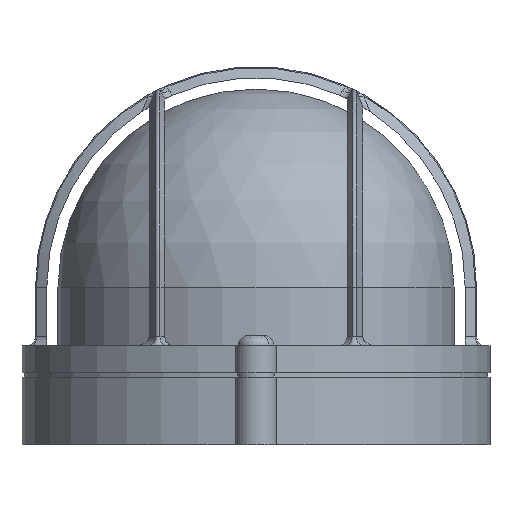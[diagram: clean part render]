
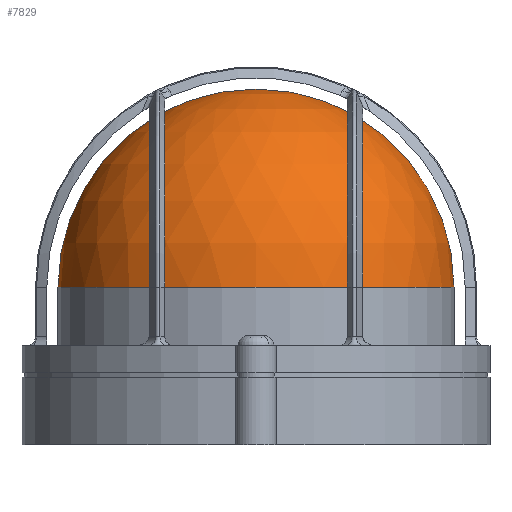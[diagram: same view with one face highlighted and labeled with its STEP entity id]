
A CAD part, left-side view. The second image highlights one B-rep face of the part: STEP entity #7829.
In plain terms, the highlighted spherical face has radius 44 mm.
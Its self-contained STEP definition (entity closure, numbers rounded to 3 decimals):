
#224 = CARTESIAN_POINT ( 'NONE',  ( -45.5, 0., 35. ) ) ;
#925 = DIRECTION ( 'NONE',  ( 0., -1., 0. ) ) ;
#1196 = AXIS2_PLACEMENT_3D ( 'NONE', #1666, #6535, #2328 ) ;
#1434 = CARTESIAN_POINT ( 'NONE',  ( -45.5, 44., 35. ) ) ;
#1546 = CARTESIAN_POINT ( 'NONE',  ( -45.5, 0., 35. ) ) ;
#1635 = AXIS2_PLACEMENT_3D ( 'NONE', #224, #5003, #925 ) ;
#1666 = CARTESIAN_POINT ( 'NONE',  ( -45.5, 0., 35. ) ) ;
#2211 = DIRECTION ( 'NONE',  ( 0., 1., 0. ) ) ;
#2328 = DIRECTION ( 'NONE',  ( 0., 1., 0. ) ) ;
#2401 = AXIS2_PLACEMENT_3D ( 'NONE', #1546, #6410, #2211 ) ;
#2647 = VERTEX_POINT ( 'NONE', #8949 ) ;
#3727 = AXIS2_PLACEMENT_3D ( 'NONE', #8225, #4651, #6845 ) ;
#4089 = CIRCLE ( 'NONE', #1196, 44. ) ;
#4316 = CIRCLE ( 'NONE', #1635, 44. ) ;
#4354 = ORIENTED_EDGE ( 'NONE', *, *, #5048, .F. ) ;
#4381 = ORIENTED_EDGE ( 'NONE', *, *, #5100, .T. ) ;
#4430 = CIRCLE ( 'NONE', #2401, 44. ) ;
#4498 = ORIENTED_EDGE ( 'NONE', *, *, #5168, .F. ) ;
#4651 = DIRECTION ( 'NONE',  ( 0., 0., 1. ) ) ;
#4909 = EDGE_LOOP ( 'NONE', ( #4354, #4381, #4498 ) ) ;
#5003 = DIRECTION ( 'NONE',  ( -1., 0., 0. ) ) ;
#5048 = EDGE_CURVE ( 'NONE', #2647, #6106, #4430, .T. ) ;
#5100 = EDGE_CURVE ( 'NONE', #2647, #5551, #4316, .T. ) ;
#5168 = EDGE_CURVE ( 'NONE', #6106, #5551, #4089, .T. ) ;
#5551 = VERTEX_POINT ( 'NONE', #6452 ) ;
#6106 = VERTEX_POINT ( 'NONE', #1434 ) ;
#6410 = DIRECTION ( 'NONE',  ( 0., 0., -1. ) ) ;
#6452 = CARTESIAN_POINT ( 'NONE',  ( -45.5, 0., 79. ) ) ;
#6535 = DIRECTION ( 'NONE',  ( 1., 0., 0. ) ) ;
#6845 = DIRECTION ( 'NONE',  ( 1., 0., 0. ) ) ;
#7331 = SPHERICAL_SURFACE ( 'NONE', #3727, 44. ) ;
#7350 = FACE_OUTER_BOUND ( 'NONE', #4909, .T. ) ;
#7829 = ADVANCED_FACE ( 'NONE', ( #7350 ), #7331, .T. ) ;
#8225 = CARTESIAN_POINT ( 'NONE',  ( -45.5, 0., 35. ) ) ;
#8949 = CARTESIAN_POINT ( 'NONE',  ( -45.5, -44., 35. ) ) ;
